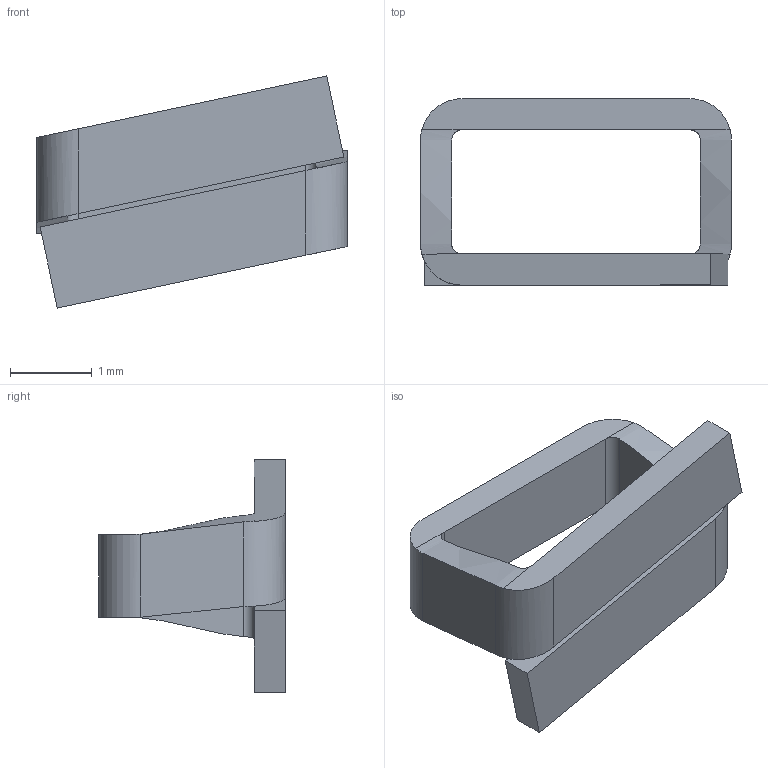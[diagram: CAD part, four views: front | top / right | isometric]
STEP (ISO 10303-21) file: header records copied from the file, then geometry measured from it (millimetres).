
FILE_DESCRIPTION (( 'STEP AP214' ), '1' );
FILE_NAME ('5016.STEP', '2019-02-07T09:40:51', ( '' ), ( '' ), 'SwSTEP 2.0', 'SolidWorks 2017', '' );
FILE_SCHEMA (( 'AUTOMOTIVE_DESIGN' ));
Length unit declared in the file: inch
Products named in the file (1): 5016
Bounding box: 3.81 x 2.29 x 2.84 mm (x, y, z)
Volume: 5.4 mm3; surface area: 39.4 mm2
Topology: 1 solids, 1 shells, 30 faces, 84 edges, 56 vertices
Faces by surface type: plane 18, cylinder 8, bspline 4
Entity records: 1262 total; most frequent: CARTESIAN_POINT 525, ORIENTED_EDGE 168, DIRECTION 110, EDGE_CURVE 84, VERTEX_POINT 56, VECTOR 44, LINE 44, AXIS2_PLACEMENT_3D 33
